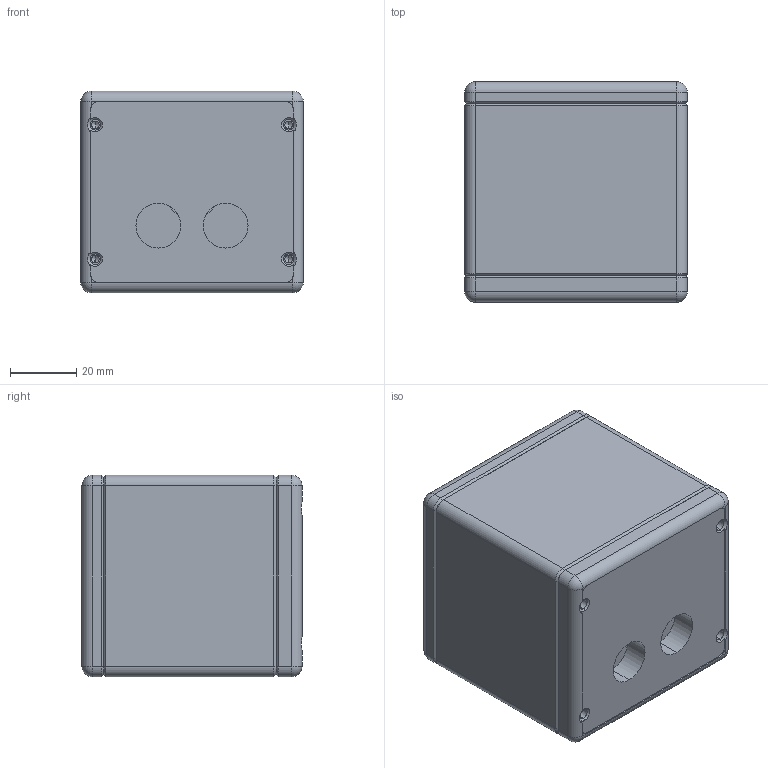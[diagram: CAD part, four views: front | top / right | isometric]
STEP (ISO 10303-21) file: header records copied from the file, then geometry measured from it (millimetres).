
FILE_DESCRIPTION (( 'STEP AP214' ), '1' );
FILE_NAME ('bmbr2_v2.STEP', '2015-09-03T01:22:57', ( '' ), ( '' ), 'SwSTEP 2.0', 'SolidWorks 2014', '' );
FILE_SCHEMA (( 'AUTOMOTIVE_DESIGN' ));
Length unit declared in the file: millimetre
Products named in the file (4): BeamMap 3D Case; BeamMap Lid v2; bmbr2_v2; BeamMap Back
Assembly tree (3 placements, depth 2):
  bmbr2_v2
    BeamMap 3D Case
    BeamMap Back
    BeamMap Lid v2
Bounding box: 67.31 x 66.55 x 60.96 mm (x, y, z)
Volume: 147420.9 mm3; surface area: 50889.6 mm2
Topology: 3 solids, 3 shells, 224 faces, 590 edges, 348 vertices
Faces by surface type: cylinder 92, plane 74, cone 50, sphere 8
Entity records: 6986 total; most frequent: CARTESIAN_POINT 1283, DIRECTION 1224, ORIENTED_EDGE 1124, EDGE_CURVE 562, AXIS2_PLACEMENT_3D 455, VERTEX_POINT 348, VECTOR 314, LINE 314
